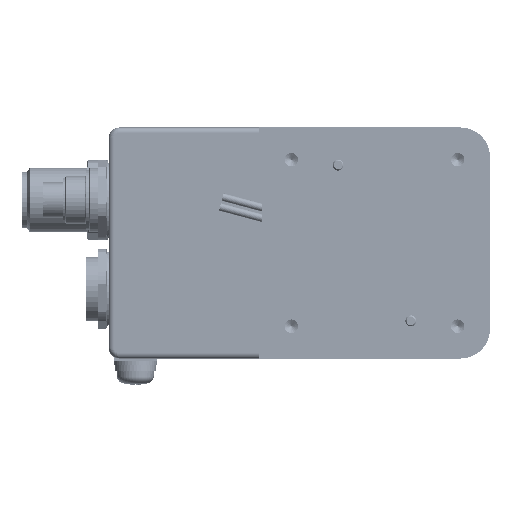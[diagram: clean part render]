
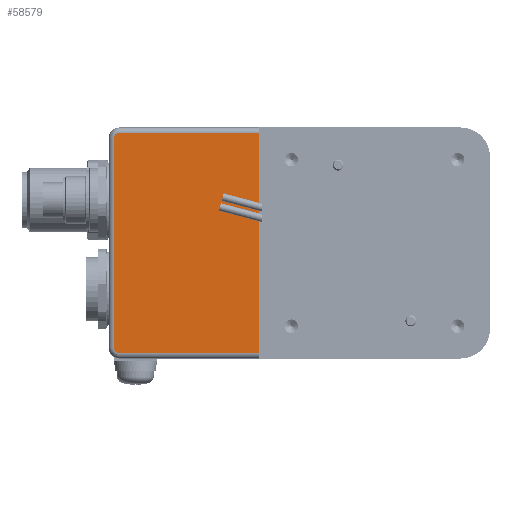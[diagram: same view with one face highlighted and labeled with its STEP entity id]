
A CAD part, left-side view. The second image highlights one B-rep face of the part: STEP entity #58579.
In plain terms, the highlighted planar face has unit normal (-1, 0, 0).
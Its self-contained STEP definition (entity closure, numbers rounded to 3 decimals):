
#3211 = LINE ( 'NONE', #21634, #22395 ) ;
#5113 = ORIENTED_EDGE ( 'NONE', *, *, #131904, .T. ) ;
#13107 = CARTESIAN_POINT ( 'NONE',  ( -46., 43., -42. ) ) ;
#21072 = VERTEX_POINT ( 'NONE', #70764 ) ;
#21586 = DIRECTION ( 'NONE',  ( 0., 0., -1. ) ) ;
#21634 = CARTESIAN_POINT ( 'NONE',  ( -46., 43., -42. ) ) ;
#22395 = VECTOR ( 'NONE', #158032, 1000. ) ;
#23482 = CIRCLE ( 'NONE', #86090, 1. ) ;
#24475 = DIRECTION ( 'NONE',  ( 0., 0., -1. ) ) ;
#26917 = VECTOR ( 'NONE', #124762, 1000. ) ;
#47890 = CARTESIAN_POINT ( 'NONE',  ( -46., 69., -41. ) ) ;
#53870 = VECTOR ( 'NONE', #86882, 1000. ) ;
#56930 = ORIENTED_EDGE ( 'NONE', *, *, #102252, .T. ) ;
#57853 = CARTESIAN_POINT ( 'NONE',  ( -46., 43., -1. ) ) ;
#58579 = ADVANCED_FACE ( 'NONE', ( #112230 ), #158369, .F. ) ;
#65221 = AXIS2_PLACEMENT_3D ( 'NONE', #131466, #175131, #105075 ) ;
#70764 = CARTESIAN_POINT ( 'NONE',  ( -46., 70., -2. ) ) ;
#70804 = VERTEX_POINT ( 'NONE', #13107 ) ;
#75344 = CARTESIAN_POINT ( 'NONE',  ( -46., 70., -41. ) ) ;
#78034 = ORIENTED_EDGE ( 'NONE', *, *, #137656, .T. ) ;
#78862 = CARTESIAN_POINT ( 'NONE',  ( -46., 69., -2. ) ) ;
#80073 = DIRECTION ( 'NONE',  ( -1., 0., 0. ) ) ;
#84650 = CARTESIAN_POINT ( 'NONE',  ( -46., 0., -1. ) ) ;
#85067 = CARTESIAN_POINT ( 'NONE',  ( -46., 70., 0. ) ) ;
#85138 = EDGE_CURVE ( 'NONE', #151124, #70804, #165520, .T. ) ;
#86090 = AXIS2_PLACEMENT_3D ( 'NONE', #47890, #129279, #21586 ) ;
#86882 = DIRECTION ( 'NONE',  ( 0., 0., -1. ) ) ;
#99781 = VECTOR ( 'NONE', #140172, 1000. ) ;
#99971 = EDGE_CURVE ( 'NONE', #119725, #105895, #23482, .T. ) ;
#102252 = EDGE_CURVE ( 'NONE', #151124, #156616, #114581, .T. ) ;
#102476 = CIRCLE ( 'NONE', #139895, 1. ) ;
#105075 = DIRECTION ( 'NONE',  ( 0., 0., -1. ) ) ;
#105895 = VERTEX_POINT ( 'NONE', #174202 ) ;
#112230 = FACE_OUTER_BOUND ( 'NONE', #114232, .T. ) ;
#112428 = CARTESIAN_POINT ( 'NONE',  ( -46., 43., 0. ) ) ;
#114232 = EDGE_LOOP ( 'NONE', ( #124814, #144633, #133093, #56930, #78034, #5113 ) ) ;
#114581 = LINE ( 'NONE', #84650, #26917 ) ;
#119725 = VERTEX_POINT ( 'NONE', #75344 ) ;
#124762 = DIRECTION ( 'NONE',  ( 0., 1., 0. ) ) ;
#124814 = ORIENTED_EDGE ( 'NONE', *, *, #99971, .T. ) ;
#125537 = LINE ( 'NONE', #85067, #99781 ) ;
#129279 = DIRECTION ( 'NONE',  ( -1., 0., 0. ) ) ;
#131466 = CARTESIAN_POINT ( 'NONE',  ( -46., 0., 0. ) ) ;
#131904 = EDGE_CURVE ( 'NONE', #21072, #119725, #125537, .T. ) ;
#133093 = ORIENTED_EDGE ( 'NONE', *, *, #85138, .F. ) ;
#137656 = EDGE_CURVE ( 'NONE', #156616, #21072, #102476, .T. ) ;
#139895 = AXIS2_PLACEMENT_3D ( 'NONE', #78862, #80073, #24475 ) ;
#140172 = DIRECTION ( 'NONE',  ( 0., 0., -1. ) ) ;
#144633 = ORIENTED_EDGE ( 'NONE', *, *, #154337, .T. ) ;
#151124 = VERTEX_POINT ( 'NONE', #57853 ) ;
#154337 = EDGE_CURVE ( 'NONE', #105895, #70804, #3211, .T. ) ;
#156616 = VERTEX_POINT ( 'NONE', #176952 ) ;
#158032 = DIRECTION ( 'NONE',  ( 0., -1., 0. ) ) ;
#158369 = PLANE ( 'NONE',  #65221 ) ;
#165520 = LINE ( 'NONE', #112428, #53870 ) ;
#174202 = CARTESIAN_POINT ( 'NONE',  ( -46., 69., -42. ) ) ;
#175131 = DIRECTION ( 'NONE',  ( 1., 0., 0. ) ) ;
#176952 = CARTESIAN_POINT ( 'NONE',  ( -46., 69., -1. ) ) ;
